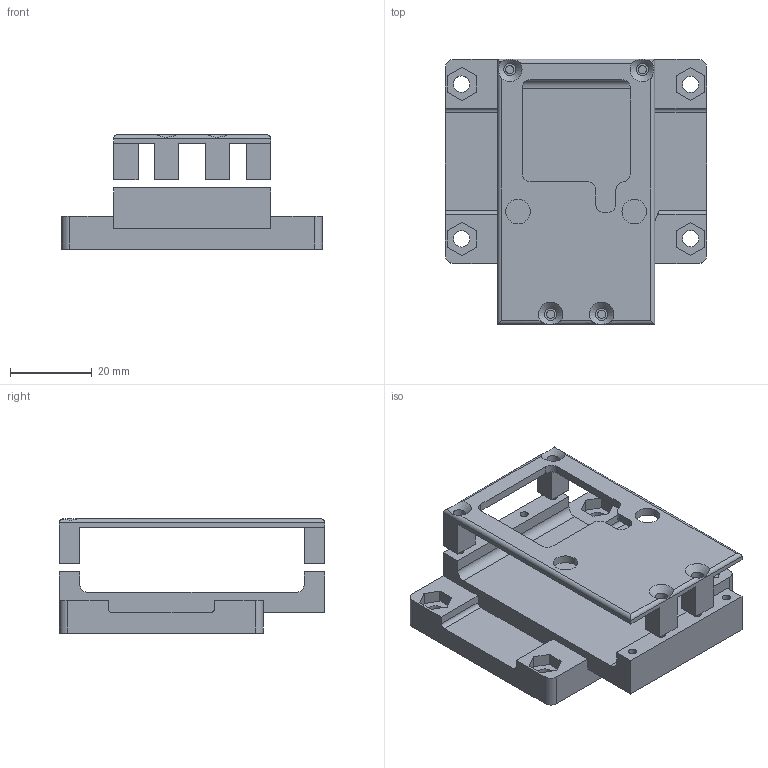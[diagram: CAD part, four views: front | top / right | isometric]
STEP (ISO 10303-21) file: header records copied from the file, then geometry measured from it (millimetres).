
FILE_DESCRIPTION(/* description */ (''),/* implementation_level */ '2;1');
FILE_NAME(/* name */ 'Faraday Spine E1 ESC.stp',/* time_stamp */ '2015-08-30T23:31:55+02:00',/* author */ (''),/* organization */ (''),/* preprocessor_version */ 'ST-DEVELOPER v15.2',/* originating_system */ 'Autodesk Translator Framework v2.0.0.5431',/* authorisation */ '');
FILE_SCHEMA (('AUTOMOTIVE_DESIGN { 1 0 10303 214 3 1 1 }'));
Length unit declared in the file: centimetre
Products named in the file (1): Faraday Spine E1 ESC
Bounding box: 64 x 65 x 28 mm (x, y, z)
Volume: 35605.6 mm3; surface area: 16734.3 mm2
Topology: 2 solids, 2 shells, 180 faces, 496 edges, 328 vertices
Faces by surface type: plane 135, cylinder 41, cone 4
Full cylindrical faces by diameter (mm): 2 x8, 3 x4, 4 x4, 6 x2
Entity records: 5694 total; most frequent: CARTESIAN_POINT 1090, ORIENTED_EDGE 940, DIRECTION 906, EDGE_CURVE 470, LINE 382, VECTOR 382, VERTEX_POINT 324, AXIS2_PLACEMENT_3D 262
